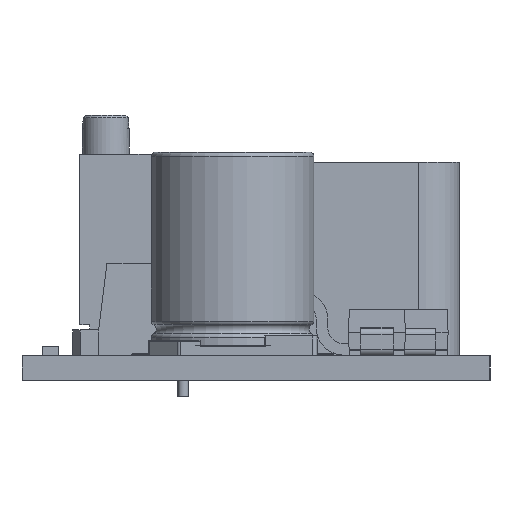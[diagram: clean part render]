
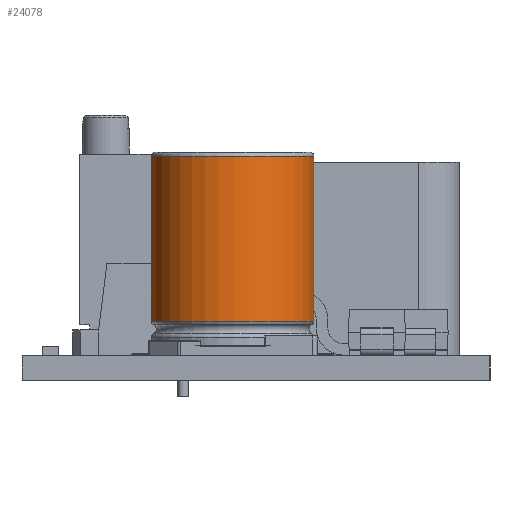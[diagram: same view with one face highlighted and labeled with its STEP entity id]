
A CAD part, left-side view. The second image highlights one B-rep face of the part: STEP entity #24078.
In plain terms, the highlighted cylindrical face has radius 4 mm (diameter 8 mm), a full revolution.
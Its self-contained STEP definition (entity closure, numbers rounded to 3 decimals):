
#1587=CYLINDRICAL_SURFACE('',#25674,4.);
#1852=CIRCLE('',#25654,4.);
#1853=CIRCLE('',#25655,4.);
#1858=CIRCLE('',#25661,4.);
#1859=CIRCLE('',#25662,4.);
#2698=FACE_OUTER_BOUND('',#4068,.T.);
#4068=EDGE_LOOP('',(#18055,#18056,#18057,#18058,#18059,#18060));
#5731=LINE('',#36135,#8055);
#8055=VECTOR('',#28235,4.);
#10471=VERTEX_POINT('',#36101);
#10472=VERTEX_POINT('',#36102);
#10476=VERTEX_POINT('',#36113);
#10477=VERTEX_POINT('',#36114);
#13257=EDGE_CURVE('',#10471,#10472,#1852,.T.);
#13258=EDGE_CURVE('',#10472,#10471,#1853,.T.);
#13263=EDGE_CURVE('',#10476,#10477,#1858,.T.);
#13264=EDGE_CURVE('',#10477,#10476,#1859,.T.);
#13274=EDGE_CURVE('',#10471,#10477,#5731,.T.);
#18055=ORIENTED_EDGE('',*,*,#13257,.T.);
#18056=ORIENTED_EDGE('',*,*,#13258,.T.);
#18057=ORIENTED_EDGE('',*,*,#13274,.T.);
#18058=ORIENTED_EDGE('',*,*,#13264,.T.);
#18059=ORIENTED_EDGE('',*,*,#13263,.T.);
#18060=ORIENTED_EDGE('',*,*,#13274,.F.);
#24078=ADVANCED_FACE('',(#2698),#1587,.T.);
#25654=AXIS2_PLACEMENT_3D('',#36103,#28193,#28194);
#25655=AXIS2_PLACEMENT_3D('',#36104,#28195,#28196);
#25661=AXIS2_PLACEMENT_3D('',#36115,#28207,#28208);
#25662=AXIS2_PLACEMENT_3D('',#36116,#28209,#28210);
#25674=AXIS2_PLACEMENT_3D('',#36134,#28233,#28234);
#28193=DIRECTION('center_axis',(1.,0.,0.));
#28194=DIRECTION('ref_axis',(0.,0.,
1.));
#28195=DIRECTION('center_axis',(1.,0.,0.));
#28196=DIRECTION('ref_axis',(0.,0.,
1.));
#28207=DIRECTION('center_axis',(-1.,0.,0.));
#28208=DIRECTION('ref_axis',(0.,0.,
1.));
#28209=DIRECTION('center_axis',(-1.,0.,0.));
#28210=DIRECTION('ref_axis',(0.,0.,
1.));
#28233=DIRECTION('center_axis',(-1.,0.,0.));
#28234=DIRECTION('ref_axis',(0.,0.,
1.));
#28235=DIRECTION('',(1.,0.,0.));
#36101=CARTESIAN_POINT('',(36.357,-5.,-0.987));
#36102=CARTESIAN_POINT('',(36.357,-5.,7.013));
#36103=CARTESIAN_POINT('Origin',(36.357,-5.,3.013));
#36104=CARTESIAN_POINT('Origin',(36.357,-5.,3.013));
#36113=CARTESIAN_POINT('',(44.454,-5.,7.013));
#36114=CARTESIAN_POINT('',(44.454,-5.,-0.987));
#36115=CARTESIAN_POINT('Origin',(44.454,-5.,3.013));
#36116=CARTESIAN_POINT('Origin',(44.454,-5.,3.013));
#36134=CARTESIAN_POINT('Origin',(45.657,-5.,3.013));
#36135=CARTESIAN_POINT('',(45.657,-5.,-0.987));
